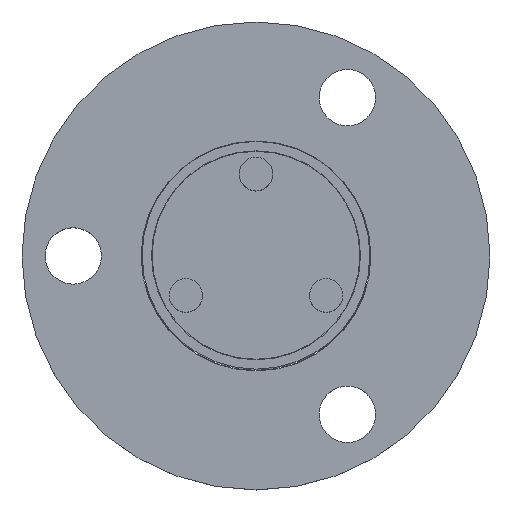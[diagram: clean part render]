
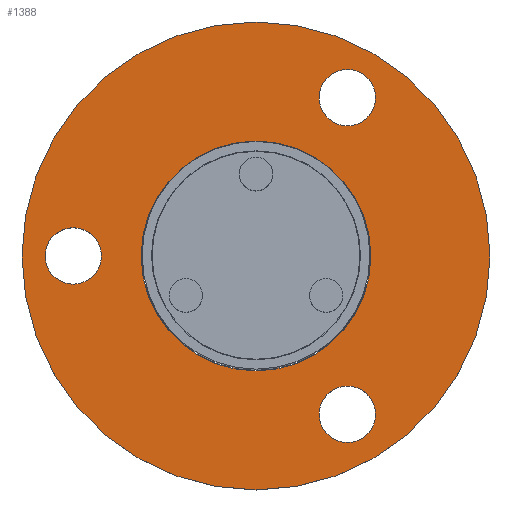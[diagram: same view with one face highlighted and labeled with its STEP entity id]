
A CAD part, top view. The second image highlights one B-rep face of the part: STEP entity #1388.
In plain terms, the highlighted planar face has unit normal (0, 0, 1).
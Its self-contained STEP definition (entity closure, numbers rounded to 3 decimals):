
#17 = CARTESIAN_POINT ( 'NONE',  ( -17.5, 0., 16.5 ) ) ;
#18 = CARTESIAN_POINT ( 'NONE',  ( 0., 0., 16.5 ) ) ;
#22 = PLANE ( 'NONE',  #1401 ) ;
#31 = ORIENTED_EDGE ( 'NONE', *, *, #1256, .T. ) ;
#45 = CARTESIAN_POINT ( 'NONE',  ( 0., 0., 16.5 ) ) ;
#47 = ORIENTED_EDGE ( 'NONE', *, *, #710, .F. ) ;
#58 = AXIS2_PLACEMENT_3D ( 'NONE', #391, #681, #712 ) ;
#84 = AXIS2_PLACEMENT_3D ( 'NONE', #18, #1033, #441 ) ;
#126 = DIRECTION ( 'NONE',  ( 0., 0., 1. ) ) ;
#178 = EDGE_CURVE ( 'NONE', #1257, #1003, #1078, .T. ) ;
#181 = VERTEX_POINT ( 'NONE', #285 ) ;
#184 = CARTESIAN_POINT ( 'NONE',  ( 8.75, -15.155, 16.5 ) ) ;
#196 = VERTEX_POINT ( 'NONE', #1263 ) ;
#201 = DIRECTION ( 'NONE',  ( 0., 0., 1. ) ) ;
#232 = DIRECTION ( 'NONE',  ( -1., 0., 0. ) ) ;
#259 = EDGE_CURVE ( 'NONE', #1489, #392, #656, .T. ) ;
#262 = DIRECTION ( 'NONE',  ( 0., 0., -1. ) ) ;
#285 = CARTESIAN_POINT ( 'NONE',  ( 11., 0., 16.5 ) ) ;
#297 = CIRCLE ( 'NONE', #949, 11. ) ;
#330 = CIRCLE ( 'NONE', #1301, 2.7 ) ;
#353 = DIRECTION ( 'NONE',  ( -1., 0., 0. ) ) ;
#362 = DIRECTION ( 'NONE',  ( -1., 0., 0. ) ) ;
#377 = EDGE_CURVE ( 'NONE', #1003, #1257, #1465, .T. ) ;
#384 = DIRECTION ( 'NONE',  ( 0., 0., 1. ) ) ;
#391 = CARTESIAN_POINT ( 'NONE',  ( 8.75, 15.155, 16.5 ) ) ;
#392 = VERTEX_POINT ( 'NONE', #944 ) ;
#404 = ORIENTED_EDGE ( 'NONE', *, *, #178, .F. ) ;
#441 = DIRECTION ( 'NONE',  ( -1., 0., 0. ) ) ;
#468 = AXIS2_PLACEMENT_3D ( 'NONE', #516, #804, #847 ) ;
#471 = DIRECTION ( 'NONE',  ( 0., 0., -1. ) ) ;
#485 = EDGE_LOOP ( 'NONE', ( #988, #404 ) ) ;
#492 = CIRCLE ( 'NONE', #58, 2.7 ) ;
#513 = DIRECTION ( 'NONE',  ( -1., 0., 0. ) ) ;
#516 = CARTESIAN_POINT ( 'NONE',  ( 0., 0., 16.5 ) ) ;
#525 = AXIS2_PLACEMENT_3D ( 'NONE', #184, #126, #1234 ) ;
#530 = FACE_OUTER_BOUND ( 'NONE', #773, .T. ) ;
#541 = CARTESIAN_POINT ( 'NONE',  ( 6.05, 15.155, 16.5 ) ) ;
#573 = DIRECTION ( 'NONE',  ( 0., 0., -1. ) ) ;
#575 = AXIS2_PLACEMENT_3D ( 'NONE', #1486, #201, #1086 ) ;
#641 = CARTESIAN_POINT ( 'NONE',  ( 0., 0., 16.5 ) ) ;
#647 = CARTESIAN_POINT ( 'NONE',  ( -20.2, 0., 16.5 ) ) ;
#655 = CIRCLE ( 'NONE', #468, 22.4 ) ;
#656 = CIRCLE ( 'NONE', #838, 22.4 ) ;
#661 = CARTESIAN_POINT ( 'NONE',  ( -17.5, 0., 16.5 ) ) ;
#681 = DIRECTION ( 'NONE',  ( 0., 0., 1. ) ) ;
#689 = CARTESIAN_POINT ( 'NONE',  ( 11.45, -15.155, 16.5 ) ) ;
#710 = EDGE_CURVE ( 'NONE', #392, #1489, #655, .T. ) ;
#712 = DIRECTION ( 'NONE',  ( -1., 0., 0. ) ) ;
#722 = ORIENTED_EDGE ( 'NONE', *, *, #951, .F. ) ;
#726 = AXIS2_PLACEMENT_3D ( 'NONE', #1302, #1154, #232 ) ;
#768 = CARTESIAN_POINT ( 'NONE',  ( 6.05, -15.155, 16.5 ) ) ;
#770 = EDGE_LOOP ( 'NONE', ( #722, #1414 ) ) ;
#773 = EDGE_LOOP ( 'NONE', ( #47, #1140 ) ) ;
#774 = DIRECTION ( 'NONE',  ( -1., 0., 0. ) ) ;
#789 = CARTESIAN_POINT ( 'NONE',  ( 11.45, 15.155, 16.5 ) ) ;
#804 = DIRECTION ( 'NONE',  ( 0., 0., -1. ) ) ;
#838 = AXIS2_PLACEMENT_3D ( 'NONE', #641, #471, #513 ) ;
#839 = FACE_BOUND ( 'NONE', #985, .T. ) ;
#840 = VERTEX_POINT ( 'NONE', #789 ) ;
#847 = DIRECTION ( 'NONE',  ( -1., 0., 0. ) ) ;
#872 = FACE_BOUND ( 'NONE', #770, .T. ) ;
#944 = CARTESIAN_POINT ( 'NONE',  ( -22.4, 0., 16.5 ) ) ;
#946 = VERTEX_POINT ( 'NONE', #541 ) ;
#949 = AXIS2_PLACEMENT_3D ( 'NONE', #1293, #573, #353 ) ;
#951 = EDGE_CURVE ( 'NONE', #979, #196, #1325, .T. ) ;
#967 = CARTESIAN_POINT ( 'NONE',  ( -11., 0., 16.5 ) ) ;
#974 = CARTESIAN_POINT ( 'NONE',  ( 22.4, 0., 16.5 ) ) ;
#979 = VERTEX_POINT ( 'NONE', #647 ) ;
#985 = EDGE_LOOP ( 'NONE', ( #1483, #1365 ) ) ;
#988 = ORIENTED_EDGE ( 'NONE', *, *, #377, .F. ) ;
#1003 = VERTEX_POINT ( 'NONE', #768 ) ;
#1008 = EDGE_CURVE ( 'NONE', #196, #979, #330, .T. ) ;
#1033 = DIRECTION ( 'NONE',  ( 0., 0., -1. ) ) ;
#1065 = AXIS2_PLACEMENT_3D ( 'NONE', #661, #1133, #774 ) ;
#1078 = CIRCLE ( 'NONE', #525, 2.7 ) ;
#1086 = DIRECTION ( 'NONE',  ( -1., 0., 0. ) ) ;
#1091 = CIRCLE ( 'NONE', #84, 11. ) ;
#1102 = VERTEX_POINT ( 'NONE', #967 ) ;
#1133 = DIRECTION ( 'NONE',  ( 0., 0., 1. ) ) ;
#1140 = ORIENTED_EDGE ( 'NONE', *, *, #259, .F. ) ;
#1142 = FACE_BOUND ( 'NONE', #1457, .T. ) ;
#1151 = EDGE_CURVE ( 'NONE', #946, #840, #1409, .T. ) ;
#1154 = DIRECTION ( 'NONE',  ( 0., 0., 1. ) ) ;
#1193 = DIRECTION ( 'NONE',  ( -1., 0., 0. ) ) ;
#1234 = DIRECTION ( 'NONE',  ( -1., 0., 0. ) ) ;
#1256 = EDGE_CURVE ( 'NONE', #1102, #181, #1091, .T. ) ;
#1257 = VERTEX_POINT ( 'NONE', #689 ) ;
#1263 = CARTESIAN_POINT ( 'NONE',  ( -14.8, 0., 16.5 ) ) ;
#1281 = ORIENTED_EDGE ( 'NONE', *, *, #1356, .T. ) ;
#1293 = CARTESIAN_POINT ( 'NONE',  ( 0., 0., 16.5 ) ) ;
#1301 = AXIS2_PLACEMENT_3D ( 'NONE', #17, #384, #1193 ) ;
#1302 = CARTESIAN_POINT ( 'NONE',  ( 8.75, 15.155, 16.5 ) ) ;
#1325 = CIRCLE ( 'NONE', #1065, 2.7 ) ;
#1356 = EDGE_CURVE ( 'NONE', #181, #1102, #297, .T. ) ;
#1365 = ORIENTED_EDGE ( 'NONE', *, *, #1421, .F. ) ;
#1388 = ADVANCED_FACE ( 'NONE', ( #839, #1411, #872, #1142, #530 ), #22, .F. ) ;
#1401 = AXIS2_PLACEMENT_3D ( 'NONE', #45, #262, #362 ) ;
#1409 = CIRCLE ( 'NONE', #726, 2.7 ) ;
#1411 = FACE_BOUND ( 'NONE', #485, .T. ) ;
#1414 = ORIENTED_EDGE ( 'NONE', *, *, #1008, .F. ) ;
#1421 = EDGE_CURVE ( 'NONE', #840, #946, #492, .T. ) ;
#1457 = EDGE_LOOP ( 'NONE', ( #31, #1281 ) ) ;
#1465 = CIRCLE ( 'NONE', #575, 2.7 ) ;
#1483 = ORIENTED_EDGE ( 'NONE', *, *, #1151, .F. ) ;
#1486 = CARTESIAN_POINT ( 'NONE',  ( 8.75, -15.155, 16.5 ) ) ;
#1489 = VERTEX_POINT ( 'NONE', #974 ) ;
